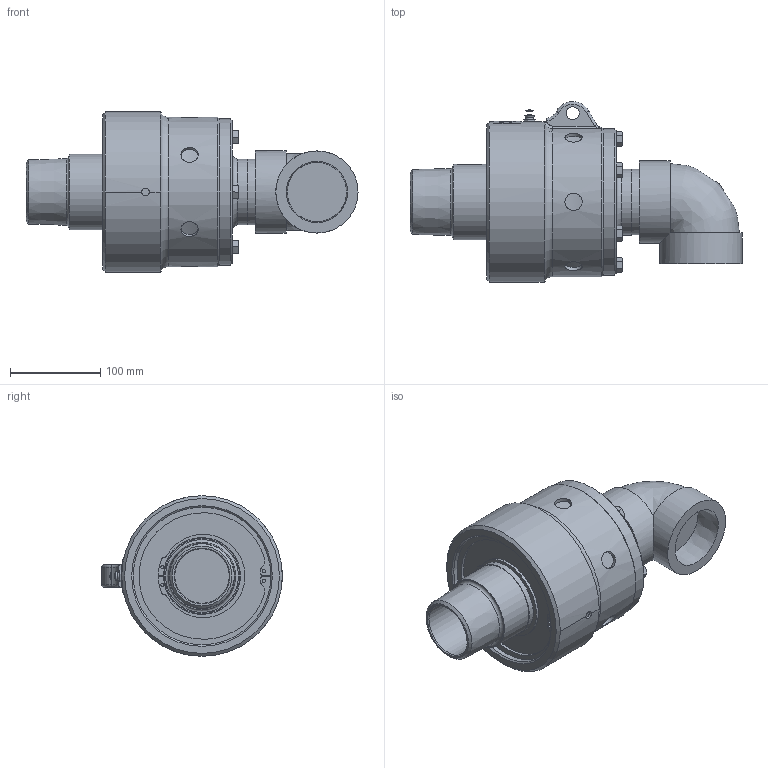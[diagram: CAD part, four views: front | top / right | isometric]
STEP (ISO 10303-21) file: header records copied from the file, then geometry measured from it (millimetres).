
FILE_DESCRIPTION(/* description */ (''),/* implementation_level */ '2;1');
FILE_NAME(/* name */ '6250-018-115-IC.stp',/* time_stamp */ '2020-05-21T10:18:44-05:00',/* author */ ('dyurkovich'),/* organization */ (''),/* preprocessor_version */ 'ST-DEVELOPER v18',/* originating_system */ 'Autodesk Inventor 2020',/* authorisation */ '');
FILE_SCHEMA (('AUTOMOTIVE_DESIGN { 1 0 10303 214 3 1 1 }'));
Products named in the file (1): 6250-018-115-IC
Bounding box: 367.44 x 199.95 x 177.8 mm (x, y, z)
Volume: 4214085.5 mm3; surface area: 228018.8 mm2
Topology: 1 solids, 12 shells, 1018 faces, 2661 edges, 1762 vertices
Faces by surface type: bspline 427, plane 345, cylinder 158, cone 66, torus 21, sphere 1
Full cylindrical faces by diameter (mm): 3.5 x4, 5 x1, 10.3 x6, 14.3 x1, 19 x6, 60.3 x1, 73.025 x1, 80.6 x1, 83.3 x1, 84.96 x1, 90.932 x2, 152.4 x1, 159.26 x1, 161.9 x1
Entity records: 125638 total; most frequent: CARTESIAN_POINT 102539, ORIENTED_EDGE 5318, DIRECTION 3706, EDGE_CURVE 2659, VERTEX_POINT 1762, AXIS2_PLACEMENT_3D 1329, EDGE_LOOP 1135, LINE 1048
